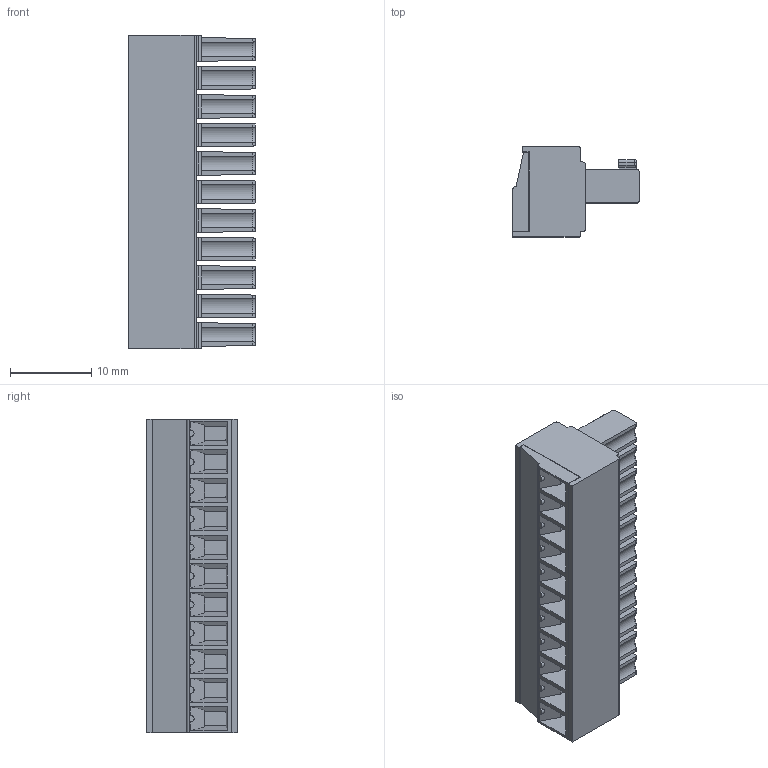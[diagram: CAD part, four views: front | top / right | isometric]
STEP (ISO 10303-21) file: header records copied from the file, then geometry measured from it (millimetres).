
FILE_DESCRIPTION(('STEP AP214'),'1');
FILE_NAME('SH06-7.stp','2018-11-19T09:03:28',(' '),(' '),'Spatial InterOp 3D',' ',' ');
FILE_SCHEMA(('AUTOMOTIVE_DESIGN { 1 0 10303 214 1 1 1 1 }'));
Length unit declared in the file: metre
Products named in the file (1): 1
Bounding box: 15.5 x 11.1 x 38.5 mm (x, y, z)
Volume: 3530.6 mm3; surface area: 4368.4 mm2
Topology: 1 solids, 1 shells, 846 faces, 2246 edges, 1433 vertices
Faces by surface type: plane 571, cylinder 197, cone 33, torus 23, sphere 22
Full cylindrical faces by diameter (mm): 1.2 x11, 1.8 x5, 2.8 x11, 3 x11
Entity records: 32201 total; most frequent: CARTESIAN_POINT 4842, ORIENTED_EDGE 4224, DIRECTION 4191, EDGE_CURVE 2112, LINE 1583, VECTOR 1583, VERTEX_POINT 1392, AXIS2_PLACEMENT_3D 1304
